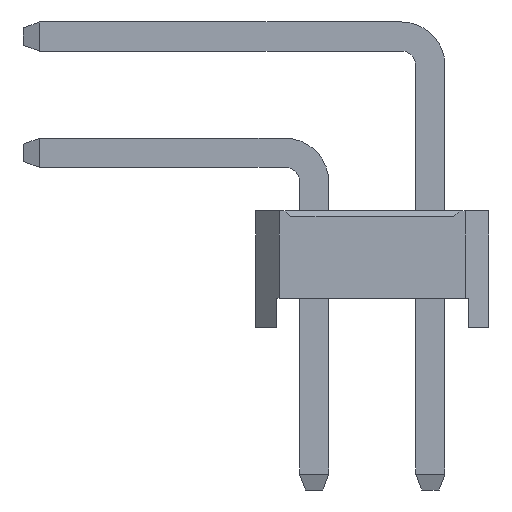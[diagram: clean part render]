
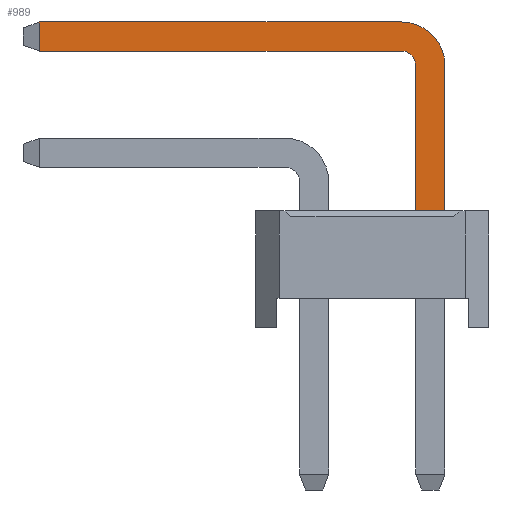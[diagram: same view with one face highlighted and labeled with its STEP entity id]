
A CAD part, left-side view. The second image highlights one B-rep face of the part: STEP entity #989.
In plain terms, the highlighted planar face has unit normal (-1, 0, 0).
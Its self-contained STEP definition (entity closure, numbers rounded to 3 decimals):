
#989=ADVANCED_FACE('',(#4025),#4027,.T.);
#4025=FACE_BOUND('',#4026,.T.);
#4026=EDGE_LOOP('',(#6481,#6482,#6483,#6484,#6485,#6486,#6487,#6488));
#4027=PLANE('',#4028);
#4028=AXIS2_PLACEMENT_3D('',#4029,#4030,#4031);
#4029=CARTESIAN_POINT('',(-0.25,-1.75,-2.8));
#4030=DIRECTION('',(-1.,0.,0.));
#4031=DIRECTION('',(0.,-1.,0.));
#6481=ORIENTED_EDGE('',*,*,#7989,.F.);
#6482=ORIENTED_EDGE('',*,*,#7990,.F.);
#6483=ORIENTED_EDGE('',*,*,#7991,.F.);
#6484=ORIENTED_EDGE('',*,*,#7992,.F.);
#6485=ORIENTED_EDGE('',*,*,#7605,.T.);
#6486=ORIENTED_EDGE('',*,*,#7988,.T.);
#6487=ORIENTED_EDGE('',*,*,#7993,.T.);
#6488=ORIENTED_EDGE('',*,*,#7994,.T.);
#7605=EDGE_CURVE('',#8563,#8561,#8564,.T.);
#7988=EDGE_CURVE('',#8561,#9216,#9218,.T.);
#7989=EDGE_CURVE('',#9219,#9220,#9221,.T.);
#7990=EDGE_CURVE('',#9222,#9219,#9223,.T.);
#7991=EDGE_CURVE('',#9224,#9222,#9225,.T.);
#7992=EDGE_CURVE('',#8563,#9224,#9226,.T.);
#7993=EDGE_CURVE('',#9216,#9227,#9228,.T.);
#7994=EDGE_CURVE('',#9227,#9220,#9229,.T.);
#8561=VERTEX_POINT('',#10150);
#8563=VERTEX_POINT('',#10154);
#8564=LINE('',#10155,#10156);
#9216=VERTEX_POINT('',#11597);
#9218=LINE('',#11601,#11602);
#9219=VERTEX_POINT('',#11604);
#9220=VERTEX_POINT('',#11605);
#9221=LINE('',#11606,#11607);
#9222=VERTEX_POINT('',#11609);
#9223=LINE('',#11610,#11611);
#9224=VERTEX_POINT('',#11613);
#9225=CIRCLE('',#11614,0.25);
#9226=LINE('',#11618,#11619);
#9227=VERTEX_POINT('',#11621);
#9228=CIRCLE('',#11622,0.75);
#9229=LINE('',#11626,#11627);
#10150=CARTESIAN_POINT('',(-0.25,-2.25,2.));
#10154=CARTESIAN_POINT('',(-0.25,-1.75,2.));
#10155=CARTESIAN_POINT('',(-0.25,-1.75,2.));
#10156=VECTOR('',#10157,1.);
#10157=DIRECTION('',(0.,-1.,0.));
#11597=CARTESIAN_POINT('',(-0.25,-2.25,4.5));
#11601=CARTESIAN_POINT('',(-0.25,-2.25,2.));
#11602=VECTOR('',#11603,1.);
#11603=DIRECTION('',(0.,0.,1.));
#11604=CARTESIAN_POINT('',(-0.25,4.725,4.75));
#11605=CARTESIAN_POINT('',(-0.25,4.725,5.25));
#11606=CARTESIAN_POINT('',(-0.25,4.725,4.75));
#11607=VECTOR('',#11608,1.);
#11608=DIRECTION('',(0.,0.,1.));
#11609=CARTESIAN_POINT('',(-0.25,-1.5,4.75));
#11610=CARTESIAN_POINT('',(-0.25,-1.5,4.75));
#11611=VECTOR('',#11612,1.);
#11612=DIRECTION('',(0.,1.,0.));
#11613=CARTESIAN_POINT('',(-0.25,-1.75,4.5));
#11614=AXIS2_PLACEMENT_3D('',#11615,#11616,#11617);
#11615=CARTESIAN_POINT('',(-0.25,-1.5,4.5));
#11616=DIRECTION('',(-1.,-0.,0.));
#11617=DIRECTION('',(0.,-1.,0.));
#11618=CARTESIAN_POINT('',(-0.25,-1.75,2.));
#11619=VECTOR('',#11620,1.);
#11620=DIRECTION('',(0.,0.,1.));
#11621=CARTESIAN_POINT('',(-0.25,-1.5,5.25));
#11622=AXIS2_PLACEMENT_3D('',#11623,#11624,#11625);
#11623=CARTESIAN_POINT('',(-0.25,-1.5,4.5));
#11624=DIRECTION('',(-1.,-0.,0.));
#11625=DIRECTION('',(0.,-1.,0.));
#11626=CARTESIAN_POINT('',(-0.25,-1.5,5.25));
#11627=VECTOR('',#11628,1.);
#11628=DIRECTION('',(0.,1.,0.));
